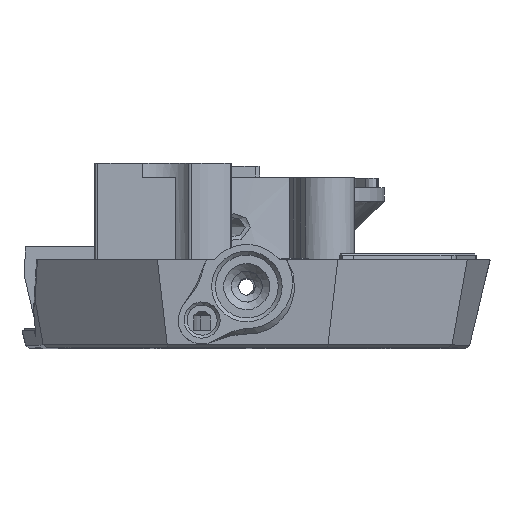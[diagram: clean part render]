
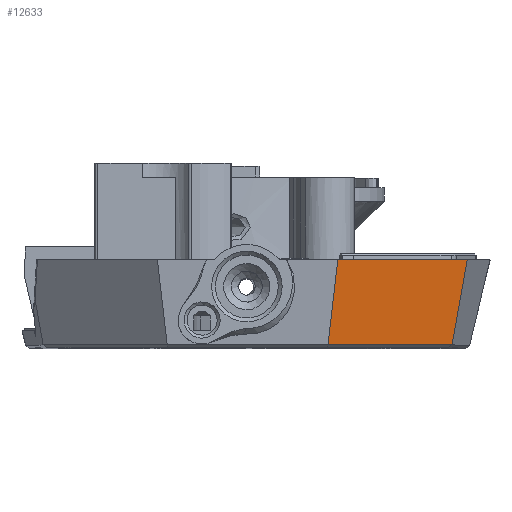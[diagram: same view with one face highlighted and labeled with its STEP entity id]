
A CAD part, top view. The second image highlights one B-rep face of the part: STEP entity #12633.
In plain terms, the highlighted planar face has unit normal (0.622, -0.139, 0.771).
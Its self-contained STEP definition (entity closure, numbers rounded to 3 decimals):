
#1680=FACE_OUTER_BOUND('',#2405,.T.);
#2405=EDGE_LOOP('',(#11114,#11115,#11116,#11117,#11118));
#2526=LINE('',#17901,#3674);
#2658=LINE('',#18906,#3806);
#3528=LINE('',#24106,#4676);
#3533=LINE('',#24113,#4681);
#3541=LINE('',#24129,#4689);
#3674=VECTOR('',#13985,10.);
#3806=VECTOR('',#14355,10.);
#4676=VECTOR('',#16985,10.);
#4681=VECTOR('',#16992,10.);
#4689=VECTOR('',#17008,10.);
#4837=VERTEX_POINT('',#17898);
#4838=VERTEX_POINT('',#17900);
#5015=VERTEX_POINT('',#18905);
#5946=VERTEX_POINT('',#24104);
#5947=VERTEX_POINT('',#24105);
#6061=EDGE_CURVE('',#4837,#4838,#2526,.T.);
#6288=EDGE_CURVE('',#4838,#5015,#2658,.T.);
#7724=EDGE_CURVE('',#5946,#5947,#3528,.T.);
#7729=EDGE_CURVE('',#5947,#4837,#3533,.T.);
#7737=EDGE_CURVE('',#5015,#5946,#3541,.T.);
#11114=ORIENTED_EDGE('',*,*,#6061,.F.);
#11115=ORIENTED_EDGE('',*,*,#7729,.F.);
#11116=ORIENTED_EDGE('',*,*,#7724,.F.);
#11117=ORIENTED_EDGE('',*,*,#7737,.F.);
#11118=ORIENTED_EDGE('',*,*,#6288,.F.);
#12017=PLANE('',#13782);
#12633=ADVANCED_FACE('',(#1680),#12017,.F.);
#13782=AXIS2_PLACEMENT_3D('',#24128,#17006,#17007);
#13985=DIRECTION('',(0.114,0.99,0.087));
#14355=DIRECTION('',(0.778,0.,-0.628));
#16985=DIRECTION('',(-0.778,0.,0.628));
#16992=DIRECTION('',(-0.606,0.537,0.586));
#17006=DIRECTION('center_axis',(-0.622,0.139,-0.771));
#17007=DIRECTION('ref_axis',(-0.778,0.,0.628));
#17008=DIRECTION('',(-0.176,-0.984,-0.035));
#17898=CARTESIAN_POINT('',(10.865,-7.802,67.044));
#17900=CARTESIAN_POINT('',(12.181,3.6,68.041));
#17901=CARTESIAN_POINT('',(12.131,3.174,68.004));
#18905=CARTESIAN_POINT('',(29.515,3.6,54.053));
#18906=CARTESIAN_POINT('',(21.963,3.6,60.147));
#24104=CARTESIAN_POINT('',(27.471,-7.804,53.644));
#24105=CARTESIAN_POINT('',(10.868,-7.804,67.041));
#24106=CARTESIAN_POINT('',(19.123,-7.804,60.379));
#24113=CARTESIAN_POINT('',(9.793,-6.852,68.08));
#24128=CARTESIAN_POINT('Origin',(22.252,6.95,60.519));
#24129=CARTESIAN_POINT('',(29.164,1.641,53.983));
